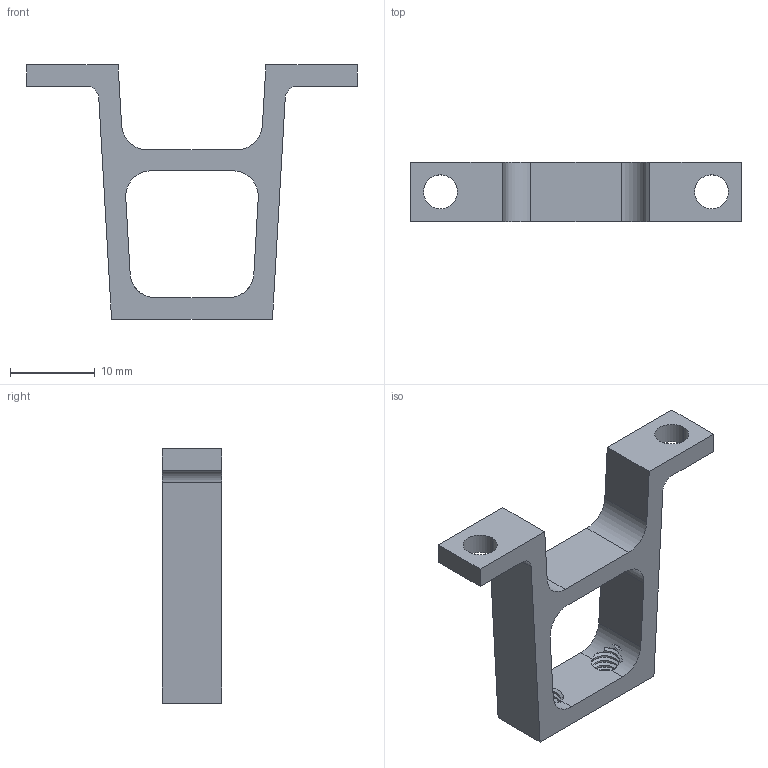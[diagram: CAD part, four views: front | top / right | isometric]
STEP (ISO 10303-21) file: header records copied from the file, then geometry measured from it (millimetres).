
FILE_DESCRIPTION(('FreeCAD Model'),'2;1');
FILE_NAME('Open CASCADE Shape Model','2023-05-17T12:41:42',(''),(''), 'Open CASCADE STEP processor 7.6','FreeCAD','Unknown');
FILE_SCHEMA(('AUTOMOTIVE_DESIGN { 1 0 10303 214 1 1 1 1 }'));
Length unit declared in the file: millimetre
Products named in the file (1): 1804-0032-0001
Bounding box: 39 x 7 x 30 mm (x, y, z)
Volume: 1839.1 mm3; surface area: 2066.1 mm2
Topology: 1 solids, 1 shells, 93 faces, 270 edges, 178 vertices
Faces by surface type: cylinder 56, plane 18, bspline 11, cone 8
Entity records: 22860 total; most frequent: CARTESIAN_POINT 18125, DIRECTION 700, ORIENTED_EDGE 540, PCURVE 540, DEFINITIONAL_REPRESENTATION 540, LINE 430, VECTOR 430, EDGE_CURVE 270
